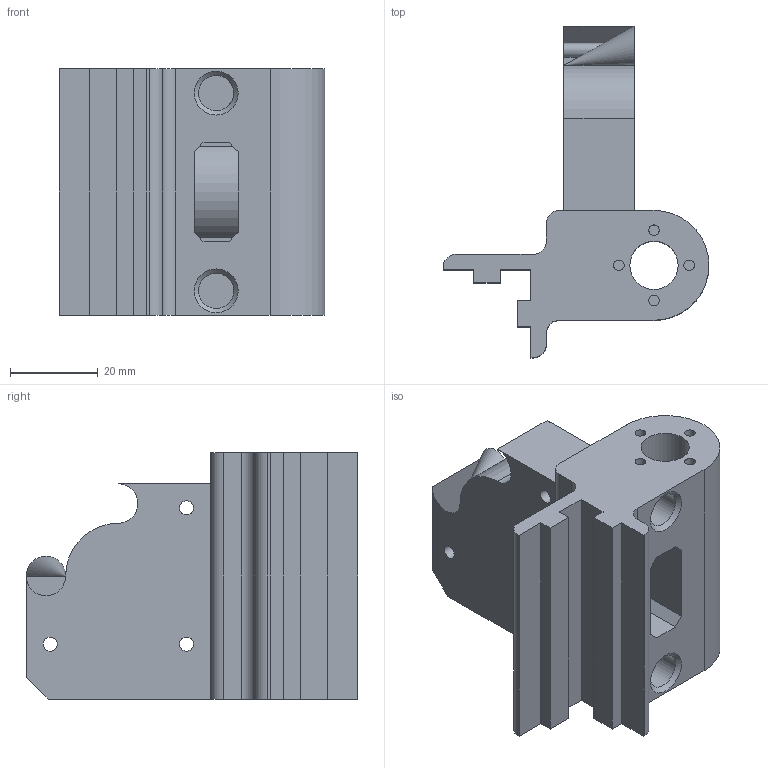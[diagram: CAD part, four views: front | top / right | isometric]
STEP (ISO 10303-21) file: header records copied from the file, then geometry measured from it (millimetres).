
FILE_DESCRIPTION(('FreeCAD Model'),'2;1');
FILE_NAME('Open CASCADE Shape Model','2021-12-25T13:19:43',('Author'),( ''),'Open CASCADE STEP processor 7.5','FreeCAD','Unknown');
FILE_SCHEMA(('AUTOMOTIVE_DESIGN { 1 0 10303 214 1 1 1 1 }'));
Length unit declared in the file: millimetre
Products named in the file (1): Chamfer019
Bounding box: 60.5 x 75.5 x 56 mm (x, y, z)
Volume: 70119.1 mm3; surface area: 22893.7 mm2
Topology: 1 solids, 1 shells, 78 faces, 195 edges, 130 vertices
Faces by surface type: plane 51, cylinder 25, cone 2
Full cylindrical faces by diameter (mm): 2.4 x4, 2.6 x2, 3.2 x3, 6.8 x3, 8 x2, 9 x1, 11 x1
Entity records: 5584 total; most frequent: CARTESIAN_POINT 1637, DIRECTION 729, LINE 413, VECTOR 413, ORIENTED_EDGE 390, PCURVE 390, DEFINITIONAL_REPRESENTATION 390, EDGE_CURVE 195
